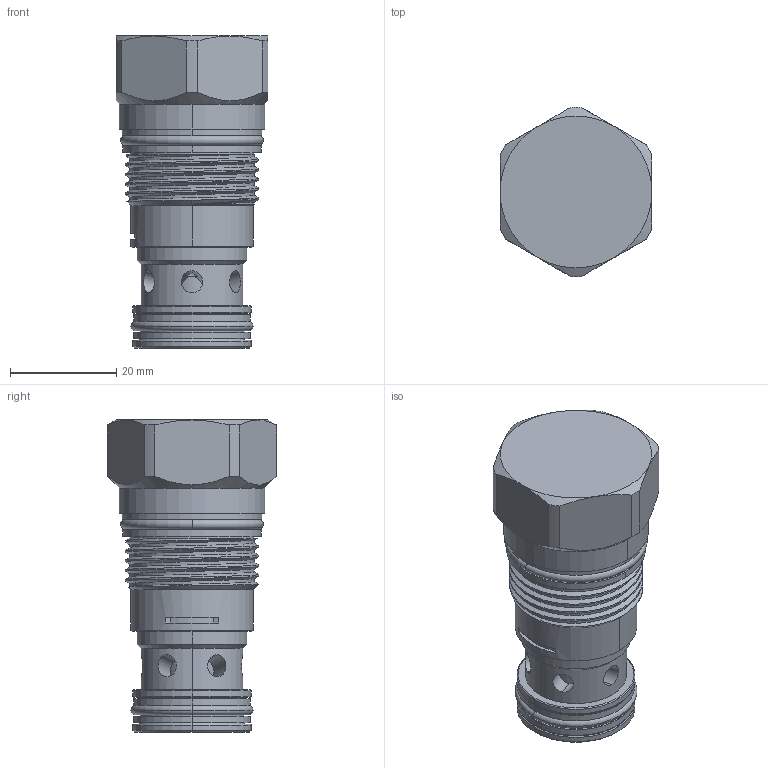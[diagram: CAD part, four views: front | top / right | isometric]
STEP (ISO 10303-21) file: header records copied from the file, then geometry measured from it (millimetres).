
FILE_DESCRIPTION (( 'STEP AP214' ), '1' );
FILE_NAME ('CV5A21-N.STEP', '2016-04-15T08:23:55', ( '' ), ( '' ), 'SwSTEP 2.0', 'SolidWorks 2012', '' );
FILE_SCHEMA (( 'AUTOMOTIVE_DESIGN' ));
Length unit declared in the file: millimetre
Products named in the file (1): CV5A21-N
Bounding box: 28.57 x 31.8 x 58.7 mm (x, y, z)
Volume: 27129.4 mm3; surface area: 8860.4 mm2
Topology: 3 solids, 5 shells, 190 faces, 451 edges, 288 vertices
Faces by surface type: cylinder 106, plane 35, cone 28, torus 18, bspline 3
Entity records: 7910 total; most frequent: CARTESIAN_POINT 3478, DIRECTION 946, ORIENTED_EDGE 902, EDGE_CURVE 451, AXIS2_PLACEMENT_3D 406, VERTEX_POINT 288, CIRCLE 218, EDGE_LOOP 215
